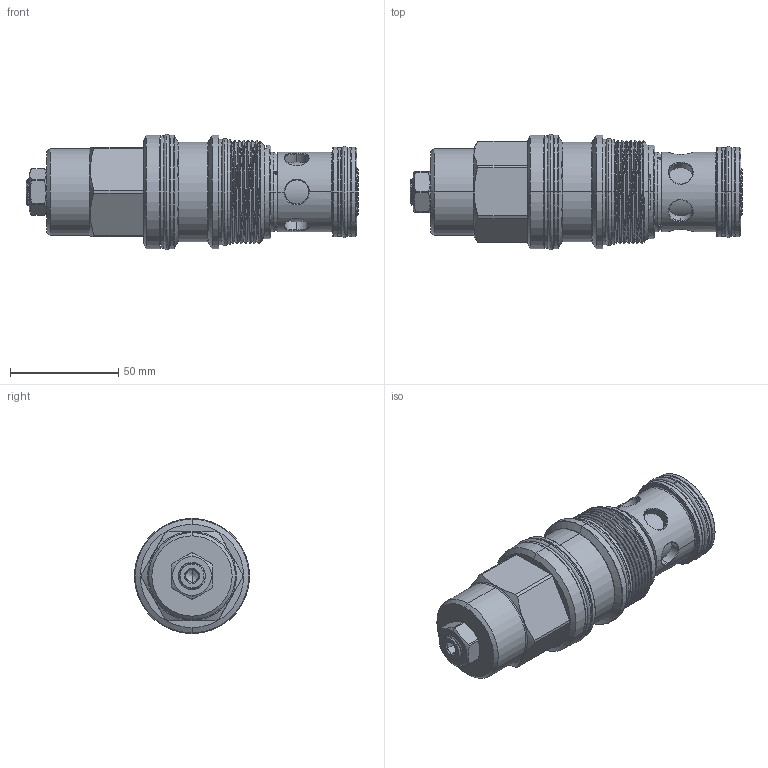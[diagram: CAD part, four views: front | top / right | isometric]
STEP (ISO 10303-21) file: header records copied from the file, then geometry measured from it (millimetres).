
FILE_DESCRIPTION (( 'STEP AP214' ), '1' );
FILE_NAME ('CB19A23-L.STEP', '2016-04-14T06:45:04', ( '' ), ( '' ), 'SwSTEP 2.0', 'SolidWorks 2012', '' );
FILE_SCHEMA (( 'AUTOMOTIVE_DESIGN' ));
Length unit declared in the file: millimetre
Products named in the file (1): CB19A23-L
Bounding box: 153.05 x 53.11 x 53.11 mm (x, y, z)
Volume: 210636.3 mm3; surface area: 36589.5 mm2
Topology: 4 solids, 4 shells, 302 faces, 719 edges, 438 vertices
Faces by surface type: cylinder 129, plane 62, cone 49, torus 44, bspline 18
Entity records: 13809 total; most frequent: CARTESIAN_POINT 6972, DIRECTION 1454, ORIENTED_EDGE 1410, EDGE_CURVE 705, AXIS2_PLACEMENT_3D 621, VERTEX_POINT 432, CIRCLE 336, EDGE_LOOP 329
